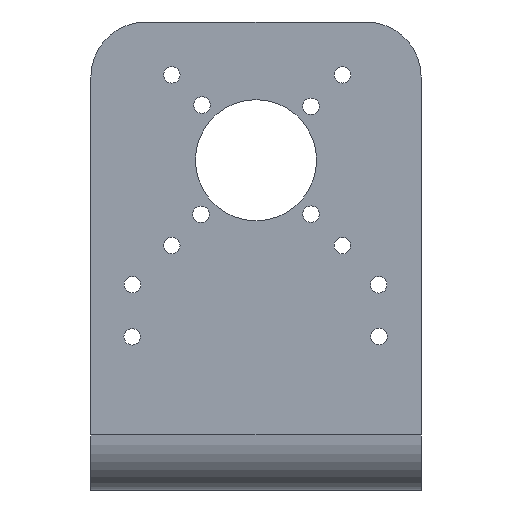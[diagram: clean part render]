
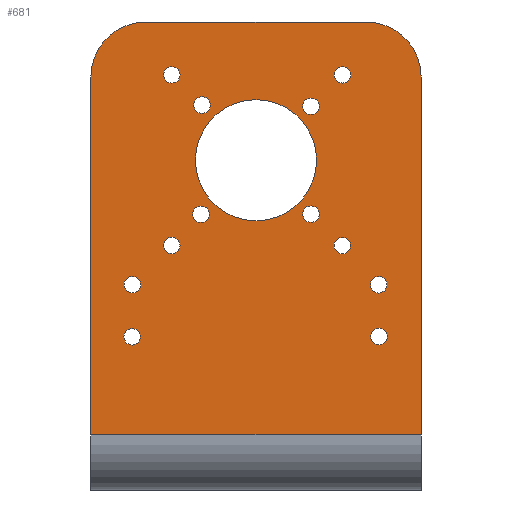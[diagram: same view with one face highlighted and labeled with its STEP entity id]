
A CAD part, front view. The second image highlights one B-rep face of the part: STEP entity #681.
In plain terms, the highlighted planar face has unit normal (0, -1, 0).
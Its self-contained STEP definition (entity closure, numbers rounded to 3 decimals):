
#32=FACE_BOUND('',#141,.T.);
#33=FACE_BOUND('',#142,.T.);
#34=FACE_BOUND('',#143,.T.);
#35=FACE_BOUND('',#144,.T.);
#36=FACE_BOUND('',#145,.T.);
#37=FACE_BOUND('',#146,.T.);
#38=FACE_BOUND('',#147,.T.);
#39=FACE_BOUND('',#148,.T.);
#40=FACE_BOUND('',#149,.T.);
#41=FACE_BOUND('',#150,.T.);
#42=FACE_BOUND('',#151,.T.);
#43=FACE_BOUND('',#152,.T.);
#44=FACE_BOUND('',#153,.T.);
#57=PLANE('',#774);
#88=FACE_OUTER_BOUND('',#140,.T.);
#140=EDGE_LOOP('',(#580,#581,#582,#583,#584,#585));
#141=EDGE_LOOP('',(#586));
#142=EDGE_LOOP('',(#587));
#143=EDGE_LOOP('',(#588));
#144=EDGE_LOOP('',(#589));
#145=EDGE_LOOP('',(#590));
#146=EDGE_LOOP('',(#591));
#147=EDGE_LOOP('',(#592));
#148=EDGE_LOOP('',(#593));
#149=EDGE_LOOP('',(#594));
#150=EDGE_LOOP('',(#595));
#151=EDGE_LOOP('',(#596));
#152=EDGE_LOOP('',(#597));
#153=EDGE_LOOP('',(#598));
#190=LINE('',#1128,#233);
#196=LINE('',#1144,#239);
#197=LINE('',#1147,#240);
#198=LINE('',#1151,#241);
#233=VECTOR('',#929,10.);
#239=VECTOR('',#945,10.);
#240=VECTOR('',#948,10.);
#241=VECTOR('',#955,7.2);
#260=CIRCLE('',#718,1.5);
#262=CIRCLE('',#721,1.5);
#264=CIRCLE('',#724,11.);
#266=CIRCLE('',#727,1.5);
#268=CIRCLE('',#730,1.5);
#270=CIRCLE('',#733,1.5);
#272=CIRCLE('',#736,1.5);
#274=CIRCLE('',#739,1.5);
#276=CIRCLE('',#742,1.5);
#278=CIRCLE('',#745,1.5);
#280=CIRCLE('',#748,1.5);
#282=CIRCLE('',#751,1.5);
#284=CIRCLE('',#754,1.5);
#286=CIRCLE('',#757,10.);
#289=CIRCLE('',#763,10.);
#313=VERTEX_POINT('',#1037);
#315=VERTEX_POINT('',#1043);
#317=VERTEX_POINT('',#1049);
#319=VERTEX_POINT('',#1055);
#321=VERTEX_POINT('',#1061);
#323=VERTEX_POINT('',#1067);
#325=VERTEX_POINT('',#1073);
#327=VERTEX_POINT('',#1079);
#329=VERTEX_POINT('',#1085);
#331=VERTEX_POINT('',#1091);
#333=VERTEX_POINT('',#1097);
#335=VERTEX_POINT('',#1103);
#337=VERTEX_POINT('',#1109);
#339=VERTEX_POINT('',#1115);
#340=VERTEX_POINT('',#1116);
#344=VERTEX_POINT('',#1126);
#348=VERTEX_POINT('',#1138);
#349=VERTEX_POINT('',#1142);
#350=VERTEX_POINT('',#1146);
#375=EDGE_CURVE('',#313,#313,#260,.T.);
#378=EDGE_CURVE('',#315,#315,#262,.T.);
#381=EDGE_CURVE('',#317,#317,#264,.T.);
#384=EDGE_CURVE('',#319,#319,#266,.T.);
#387=EDGE_CURVE('',#321,#321,#268,.T.);
#390=EDGE_CURVE('',#323,#323,#270,.T.);
#393=EDGE_CURVE('',#325,#325,#272,.T.);
#396=EDGE_CURVE('',#327,#327,#274,.T.);
#399=EDGE_CURVE('',#329,#329,#276,.T.);
#402=EDGE_CURVE('',#331,#331,#278,.T.);
#405=EDGE_CURVE('',#333,#333,#280,.T.);
#408=EDGE_CURVE('',#335,#335,#282,.T.);
#411=EDGE_CURVE('',#337,#337,#284,.T.);
#414=EDGE_CURVE('',#339,#340,#286,.T.);
#420=EDGE_CURVE('',#339,#344,#190,.T.);
#425=EDGE_CURVE('',#348,#344,#289,.T.);
#428=EDGE_CURVE('',#348,#349,#196,.T.);
#429=EDGE_CURVE('',#349,#350,#197,.T.);
#432=EDGE_CURVE('',#350,#340,#198,.T.);
#580=ORIENTED_EDGE('',*,*,#414,.F.);
#581=ORIENTED_EDGE('',*,*,#420,.T.);
#582=ORIENTED_EDGE('',*,*,#425,.F.);
#583=ORIENTED_EDGE('',*,*,#428,.T.);
#584=ORIENTED_EDGE('',*,*,#429,.T.);
#585=ORIENTED_EDGE('',*,*,#432,.T.);
#586=ORIENTED_EDGE('',*,*,#375,.T.);
#587=ORIENTED_EDGE('',*,*,#378,.T.);
#588=ORIENTED_EDGE('',*,*,#381,.T.);
#589=ORIENTED_EDGE('',*,*,#384,.T.);
#590=ORIENTED_EDGE('',*,*,#387,.T.);
#591=ORIENTED_EDGE('',*,*,#390,.T.);
#592=ORIENTED_EDGE('',*,*,#393,.T.);
#593=ORIENTED_EDGE('',*,*,#396,.T.);
#594=ORIENTED_EDGE('',*,*,#399,.T.);
#595=ORIENTED_EDGE('',*,*,#402,.T.);
#596=ORIENTED_EDGE('',*,*,#405,.T.);
#597=ORIENTED_EDGE('',*,*,#408,.T.);
#598=ORIENTED_EDGE('',*,*,#411,.T.);
#681=ADVANCED_FACE('',(#88,#32,#33,#34,#35,#36,#37,#38,#39,#40,#41,#42,
#43,#44),#57,.T.);
#718=AXIS2_PLACEMENT_3D('',#1038,#828,#829);
#721=AXIS2_PLACEMENT_3D('',#1044,#835,#836);
#724=AXIS2_PLACEMENT_3D('',#1050,#842,#843);
#727=AXIS2_PLACEMENT_3D('',#1056,#849,#850);
#730=AXIS2_PLACEMENT_3D('',#1062,#856,#857);
#733=AXIS2_PLACEMENT_3D('',#1068,#863,#864);
#736=AXIS2_PLACEMENT_3D('',#1074,#870,#871);
#739=AXIS2_PLACEMENT_3D('',#1080,#877,#878);
#742=AXIS2_PLACEMENT_3D('',#1086,#884,#885);
#745=AXIS2_PLACEMENT_3D('',#1092,#891,#892);
#748=AXIS2_PLACEMENT_3D('',#1098,#898,#899);
#751=AXIS2_PLACEMENT_3D('',#1104,#905,#906);
#754=AXIS2_PLACEMENT_3D('',#1110,#912,#913);
#757=AXIS2_PLACEMENT_3D('',#1117,#919,#920);
#763=AXIS2_PLACEMENT_3D('',#1139,#939,#940);
#774=AXIS2_PLACEMENT_3D('',#1161,#969,#970);
#828=DIRECTION('center_axis',(0.,1.,0.));
#829=DIRECTION('ref_axis',(1.,0.,0.));
#835=DIRECTION('center_axis',(0.,1.,0.));
#836=DIRECTION('ref_axis',(1.,0.,0.));
#842=DIRECTION('center_axis',(0.,1.,0.));
#843=DIRECTION('ref_axis',(1.,0.,0.));
#849=DIRECTION('center_axis',(0.,1.,0.));
#850=DIRECTION('ref_axis',(1.,0.,0.));
#856=DIRECTION('center_axis',(0.,1.,0.));
#857=DIRECTION('ref_axis',(1.,0.,0.));
#863=DIRECTION('center_axis',(0.,1.,0.));
#864=DIRECTION('ref_axis',(1.,0.,0.));
#870=DIRECTION('center_axis',(0.,1.,0.));
#871=DIRECTION('ref_axis',(1.,0.,0.));
#877=DIRECTION('center_axis',(0.,1.,0.));
#878=DIRECTION('ref_axis',(1.,0.,0.));
#884=DIRECTION('center_axis',(0.,1.,0.));
#885=DIRECTION('ref_axis',(1.,0.,0.));
#891=DIRECTION('center_axis',(0.,1.,0.));
#892=DIRECTION('ref_axis',(1.,0.,0.));
#898=DIRECTION('center_axis',(0.,1.,0.));
#899=DIRECTION('ref_axis',(1.,0.,0.));
#905=DIRECTION('center_axis',(0.,1.,0.));
#906=DIRECTION('ref_axis',(1.,0.,0.));
#912=DIRECTION('center_axis',(0.,1.,0.));
#913=DIRECTION('ref_axis',(1.,0.,0.));
#919=DIRECTION('center_axis',(0.,1.,0.));
#920=DIRECTION('ref_axis',(0.707,0.,0.707));
#929=DIRECTION('',(-1.,0.,0.));
#939=DIRECTION('center_axis',(0.,1.,0.));
#940=DIRECTION('ref_axis',(-0.707,0.,0.707));
#945=DIRECTION('',(0.,0.,-1.));
#948=DIRECTION('',(1.,0.,0.));
#955=DIRECTION('',(0.,0.,1.));
#969=DIRECTION('center_axis',(0.,-1.,0.));
#970=DIRECTION('ref_axis',(-1.,0.,0.));
#1037=CARTESIAN_POINT('',(-16.795,-15.158,59.5));
#1038=CARTESIAN_POINT('Origin',(-15.295,-15.158,59.5));
#1043=CARTESIAN_POINT('',(20.79,-15.158,52.379));
#1044=CARTESIAN_POINT('Origin',(22.29,-15.158,52.379));
#1049=CARTESIAN_POINT('',(-11.,-15.158,75.));
#1050=CARTESIAN_POINT('Origin',(0.,-15.158,
75.));
#1055=CARTESIAN_POINT('',(-11.297,-15.158,85.001));
#1056=CARTESIAN_POINT('Origin',(-9.797,-15.158,85.001));
#1061=CARTESIAN_POINT('',(14.205,-15.158,59.5));
#1062=CARTESIAN_POINT('Origin',(15.705,-15.158,59.5));
#1067=CARTESIAN_POINT('',(-23.952,-15.158,52.389));
#1068=CARTESIAN_POINT('Origin',(-22.452,-15.158,52.389));
#1073=CARTESIAN_POINT('',(-11.48,-15.158,65.181));
#1074=CARTESIAN_POINT('Origin',(-9.98,-15.158,65.181));
#1079=CARTESIAN_POINT('',(20.818,-15.158,42.961));
#1080=CARTESIAN_POINT('Origin',(22.318,-15.158,42.961));
#1085=CARTESIAN_POINT('',(8.501,-15.158,84.797));
#1086=CARTESIAN_POINT('Origin',(10.001,-15.158,84.797));
#1091=CARTESIAN_POINT('',(-16.795,-15.158,90.5));
#1092=CARTESIAN_POINT('Origin',(-15.295,-15.158,90.5));
#1097=CARTESIAN_POINT('',(14.205,-15.158,90.5));
#1098=CARTESIAN_POINT('Origin',(15.705,-15.158,90.5));
#1103=CARTESIAN_POINT('',(-23.993,-15.158,42.92));
#1104=CARTESIAN_POINT('Origin',(-22.493,-15.158,42.92));
#1109=CARTESIAN_POINT('',(8.501,-15.158,65.203));
#1110=CARTESIAN_POINT('Origin',(10.001,-15.158,65.203));
#1115=CARTESIAN_POINT('',(20.,-15.158,100.1));
#1116=CARTESIAN_POINT('',(30.,-15.158,90.1));
#1117=CARTESIAN_POINT('Origin',(20.,-15.158,90.1));
#1126=CARTESIAN_POINT('',(-20.,-15.158,100.1));
#1128=CARTESIAN_POINT('',(-30.,-15.158,100.1));
#1138=CARTESIAN_POINT('',(-30.,-15.158,90.1));
#1139=CARTESIAN_POINT('Origin',(-20.,-15.158,90.1));
#1142=CARTESIAN_POINT('',(-30.,-15.158,25.1));
#1144=CARTESIAN_POINT('',(-30.,-15.158,25.1));
#1146=CARTESIAN_POINT('',(30.,-15.158,25.1));
#1147=CARTESIAN_POINT('',(0.,-15.158,25.1));
#1151=CARTESIAN_POINT('',(30.,-15.158,2.481));
#1161=CARTESIAN_POINT('Origin',(0.,-15.158,
56.945));
